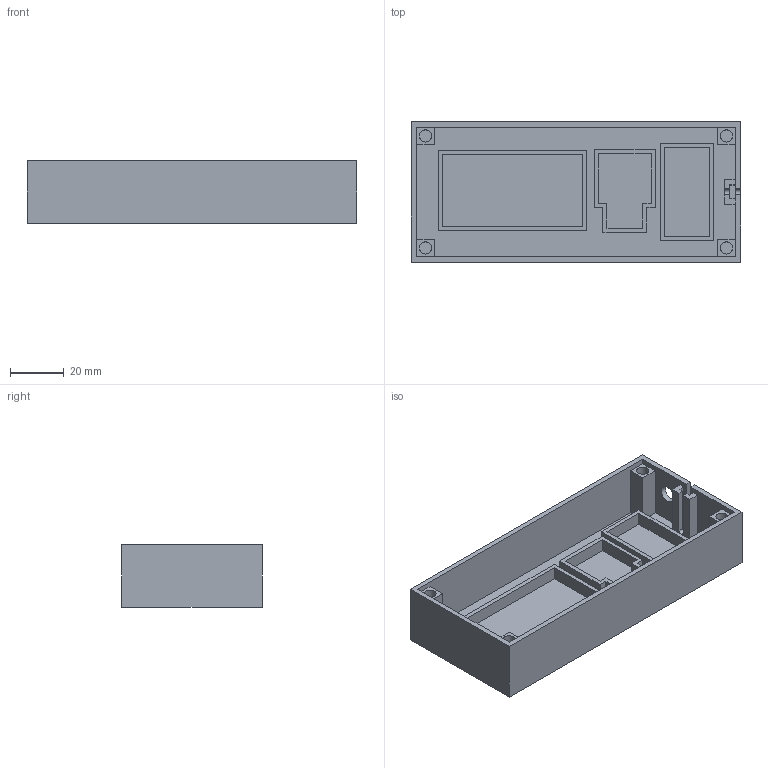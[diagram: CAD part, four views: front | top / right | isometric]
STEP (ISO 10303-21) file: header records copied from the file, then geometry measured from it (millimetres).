
FILE_DESCRIPTION(/* description */ ('STEP AP242','CAx-IF Rec.Pracs.---Representation and Presentation of Product Manufacturing Information (PMI)---4.0---2014-10-13','CAx-IF Rec.Pracs.---3D Tessellated Geometry---0.4---2014-09-14','2;1'),/* implementation_level */ '2;1');
FILE_NAME(/* name */ '6165e6b150175a79acc61602',/* time_stamp */ '2021-10-12T19:49:06+00:00',/* author */ (''),/* organization */ (''),/* preprocessor_version */ 'ST-DEVELOPER v18.1',/* originating_system */ ' ',/* authorisation */ ' ');
FILE_SCHEMA (('AP242_MANAGED_MODEL_BASED_3D_ENGINEERING_MIM_LF { 1 0 10303 442 1 1 4 }'));
Length unit declared in the file: metre
Products named in the file (4): groove 9V battery+clip; groove digistump; groove thermocouple amplifier; box
Bounding box: 122 x 52 x 23 mm (x, y, z)
Volume: 32269.8 mm3; surface area: 33699.1 mm2
Topology: 4 solids, 4 shells, 85 faces, 219 edges, 146 vertices
Faces by surface type: plane 78, cylinder 7
Full cylindrical faces by diameter (mm): 4.5 x4, 6.2 x1
Entity records: 2638 total; most frequent: CARTESIAN_POINT 449, ORIENTED_EDGE 428, DIRECTION 406, EDGE_CURVE 214, LINE 200, VECTOR 200, VERTEX_POINT 146, AXIS2_PLACEMENT_3D 103
